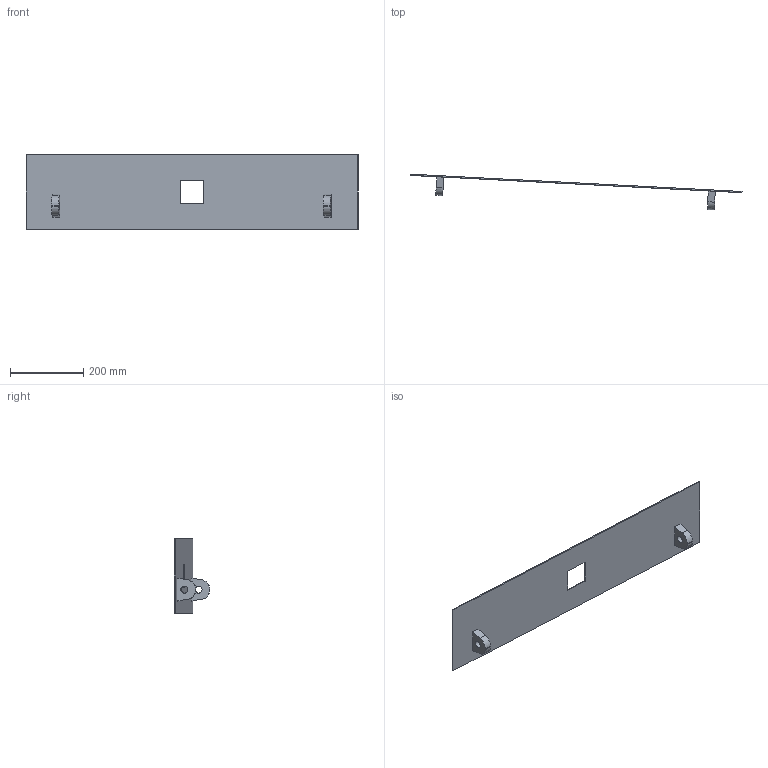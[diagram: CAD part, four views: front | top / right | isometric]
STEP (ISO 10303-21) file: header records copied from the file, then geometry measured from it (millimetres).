
FILE_DESCRIPTION(('WelSim Geometry'),'2;1');
FILE_NAME('Geom100.step', '2023-02-23T22:05:56',('WELSIM'),('WelSimulation LLC'), 'Open CASCADE STEP processor 7.5','WelSim25','Unknown');
FILE_SCHEMA(('AUTOMOTIVE_DESIGN { 1 0 10303 214 1 1 1 1 }'));
Length unit declared in the file: millimetre
Products named in the file (1): Part 14
Bounding box: 906.99 x 97.28 x 203.2 mm (x, y, z)
Volume: 660000.9 mm3; surface area: 382942.8 mm2
Topology: 1 solids, 1 shells, 26 faces, 66 edges, 44 vertices
Faces by surface type: plane 20, cylinder 6
Full cylindrical faces by diameter (mm): 19.05 x2
Entity records: 1678 total; most frequent: CARTESIAN_POINT 307, DIRECTION 256, LINE 172, VECTOR 172, ORIENTED_EDGE 132, PCURVE 132, DEFINITIONAL_REPRESENTATION 132, EDGE_CURVE 66
